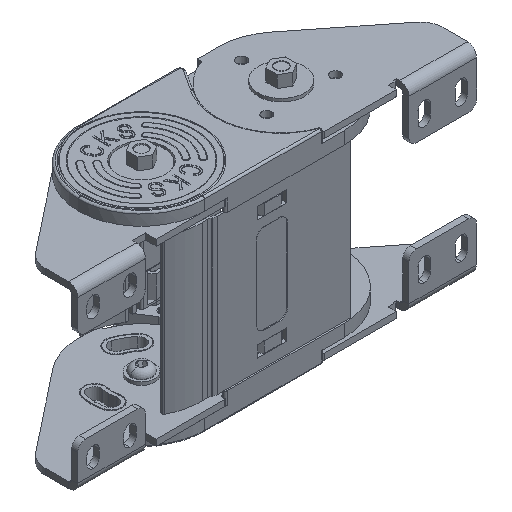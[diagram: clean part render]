
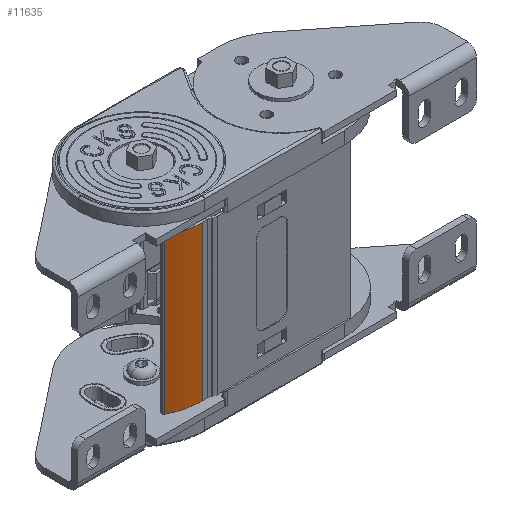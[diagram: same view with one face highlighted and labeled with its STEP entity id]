
A CAD part, isometric view. The second image highlights one B-rep face of the part: STEP entity #11635.
In plain terms, the highlighted cylindrical face has radius 38.515 mm (diameter 77.03 mm), a partial arc.
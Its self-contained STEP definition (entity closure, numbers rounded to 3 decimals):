
#3098 = DIRECTION ( 'NONE',  ( 0., 0., 1. ) ) ;
#3213 = DIRECTION ( 'NONE',  ( 0., 0., 1. ) ) ;
#3233 = AXIS2_PLACEMENT_3D ( 'NONE', #22285, #3303, #15082 ) ;
#3303 = DIRECTION ( 'NONE',  ( 0., 0., -1. ) ) ;
#3542 = CARTESIAN_POINT ( 'NONE',  ( -43.755, 0.097, -213.489 ) ) ;
#4883 = VERTEX_POINT ( 'NONE', #7240 ) ;
#5924 = VERTEX_POINT ( 'NONE', #24668 ) ;
#6839 = CARTESIAN_POINT ( 'NONE',  ( -62.307, -33.655, -75.055 ) ) ;
#6840 = DIRECTION ( 'NONE',  ( 1., 0., 0. ) ) ;
#7240 = CARTESIAN_POINT ( 'NONE',  ( -62.307, -33.655, -175.535 ) ) ;
#8954 = VECTOR ( 'NONE', #48501, 1000. ) ;
#11635 = ADVANCED_FACE ( 'NONE', ( #38971 ), #39554, .T. ) ;
#11821 = CARTESIAN_POINT ( 'NONE',  ( -42.292, -38.39, -75.055 ) ) ;
#13254 = EDGE_CURVE ( 'NONE', #5924, #4883, #32271, .T. ) ;
#15082 = DIRECTION ( 'NONE',  ( -1., 0., 0. ) ) ;
#16549 = VECTOR ( 'NONE', #3098, 1000. ) ;
#17733 = LINE ( 'NONE', #44694, #16549 ) ;
#18446 = AXIS2_PLACEMENT_3D ( 'NONE', #42625, #46643, #36156 ) ;
#21575 = CARTESIAN_POINT ( 'NONE',  ( -62.307, -33.655, -213.489 ) ) ;
#22285 = CARTESIAN_POINT ( 'NONE',  ( -43.755, 0.097, -75.055 ) ) ;
#22468 = ORIENTED_EDGE ( 'NONE', *, *, #29391, .T. ) ;
#23337 = EDGE_CURVE ( 'NONE', #33793, #34527, #39499, .T. ) ;
#24668 = CARTESIAN_POINT ( 'NONE',  ( -42.292, -38.39, -175.535 ) ) ;
#25249 = EDGE_LOOP ( 'NONE', ( #33736, #34872, #22468, #37283 ) ) ;
#29391 = EDGE_CURVE ( 'NONE', #5924, #33793, #17733, .T. ) ;
#32271 = CIRCLE ( 'NONE', #18446, 38.515 ) ;
#33736 = ORIENTED_EDGE ( 'NONE', *, *, #36089, .F. ) ;
#33793 = VERTEX_POINT ( 'NONE', #11821 ) ;
#34527 = VERTEX_POINT ( 'NONE', #6839 ) ;
#34872 = ORIENTED_EDGE ( 'NONE', *, *, #13254, .F. ) ;
#35833 = LINE ( 'NONE', #21575, #8954 ) ;
#36089 = EDGE_CURVE ( 'NONE', #4883, #34527, #35833, .T. ) ;
#36156 = DIRECTION ( 'NONE',  ( -1., 0., 0. ) ) ;
#36938 = AXIS2_PLACEMENT_3D ( 'NONE', #3542, #3213, #6840 ) ;
#37283 = ORIENTED_EDGE ( 'NONE', *, *, #23337, .T. ) ;
#38971 = FACE_OUTER_BOUND ( 'NONE', #25249, .T. ) ;
#39499 = CIRCLE ( 'NONE', #3233, 38.515 ) ;
#39554 = CYLINDRICAL_SURFACE ( 'NONE', #36938, 38.515 ) ;
#42625 = CARTESIAN_POINT ( 'NONE',  ( -43.755, 0.097, -175.535 ) ) ;
#44694 = CARTESIAN_POINT ( 'NONE',  ( -42.292, -38.39, -213.489 ) ) ;
#46643 = DIRECTION ( 'NONE',  ( 0., 0., -1. ) ) ;
#48501 = DIRECTION ( 'NONE',  ( 0., 0., 1. ) ) ;
